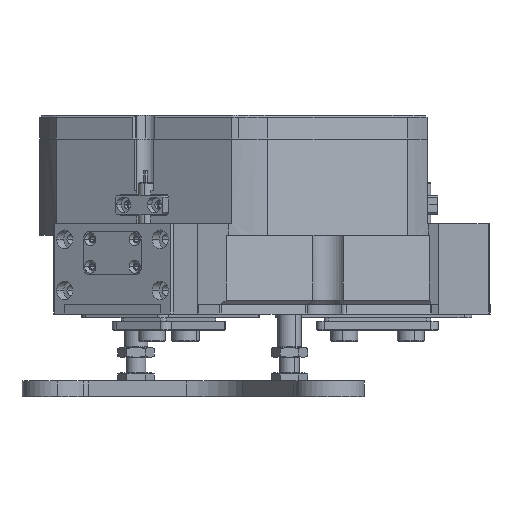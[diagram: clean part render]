
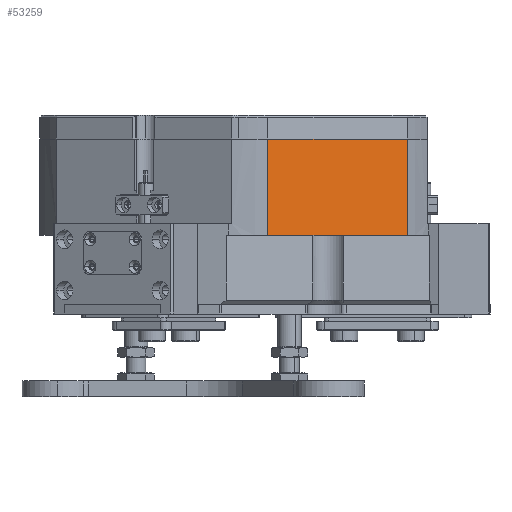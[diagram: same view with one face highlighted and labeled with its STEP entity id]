
A CAD part, front view. The second image highlights one B-rep face of the part: STEP entity #53259.
In plain terms, the highlighted planar face has unit normal (0.5, -0.866, 0).
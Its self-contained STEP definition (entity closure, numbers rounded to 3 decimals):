
#412 = CARTESIAN_POINT ( 'NONE',  ( 15.004, -107.962, 84. ) ) ;
#701 = VECTOR ( 'NONE', #41540, 1000. ) ;
#4049 = ORIENTED_EDGE ( 'NONE', *, *, #17769, .F. ) ;
#4252 = EDGE_CURVE ( 'NONE', #7506, #12831, #17598, .T. ) ;
#4735 = CARTESIAN_POINT ( 'NONE',  ( 115.452, -49.969, 35. ) ) ;
#4826 = LINE ( 'NONE', #4735, #33036 ) ;
#4837 = ORIENTED_EDGE ( 'NONE', *, *, #10515, .F. ) ;
#5858 = VECTOR ( 'NONE', #23683, 1000. ) ;
#7506 = VERTEX_POINT ( 'NONE', #52583 ) ;
#10515 = EDGE_CURVE ( 'NONE', #41137, #14664, #12392, .T. ) ;
#12392 = LINE ( 'NONE', #41345, #701 ) ;
#12831 = VERTEX_POINT ( 'NONE', #412 ) ;
#13462 = VECTOR ( 'NONE', #47191, 1000. ) ;
#14664 = VERTEX_POINT ( 'NONE', #29347 ) ;
#15708 = FACE_OUTER_BOUND ( 'NONE', #39788, .T. ) ;
#17598 = LINE ( 'NONE', #29255, #13462 ) ;
#17769 = EDGE_CURVE ( 'NONE', #14664, #7506, #4826, .T. ) ;
#20017 = DIRECTION ( 'NONE',  ( -0.866, -0.5, 0. ) ) ;
#23661 = ORIENTED_EDGE ( 'NONE', *, *, #47712, .T. ) ;
#23683 = DIRECTION ( 'NONE',  ( -0.866, -0.5, 0. ) ) ;
#29255 = CARTESIAN_POINT ( 'NONE',  ( 15.004, -107.962, 84. ) ) ;
#29347 = CARTESIAN_POINT ( 'NONE',  ( 85.996, -66.975, 35. ) ) ;
#32329 = ORIENTED_EDGE ( 'NONE', *, *, #4252, .F. ) ;
#33036 = VECTOR ( 'NONE', #52670, 1000. ) ;
#37377 = CARTESIAN_POINT ( 'NONE',  ( 50.5, -87.469, 84. ) ) ;
#39396 = AXIS2_PLACEMENT_3D ( 'NONE', #49867, #51025, #20017 ) ;
#39788 = EDGE_LOOP ( 'NONE', ( #23661, #32329, #4049, #4837 ) ) ;
#41137 = VERTEX_POINT ( 'NONE', #52735 ) ;
#41345 = CARTESIAN_POINT ( 'NONE',  ( 85.996, -66.975, 84. ) ) ;
#41540 = DIRECTION ( 'NONE',  ( 0., 0., -1. ) ) ;
#42957 = LINE ( 'NONE', #37377, #5858 ) ;
#45246 = PLANE ( 'NONE',  #39396 ) ;
#47191 = DIRECTION ( 'NONE',  ( 0., 0., 1. ) ) ;
#47712 = EDGE_CURVE ( 'NONE', #41137, #12831, #42957, .T. ) ;
#49867 = CARTESIAN_POINT ( 'NONE',  ( 115.452, -49.969, 101.144 ) ) ;
#51025 = DIRECTION ( 'NONE',  ( -0.5, 0.866, 0. ) ) ;
#52583 = CARTESIAN_POINT ( 'NONE',  ( 15.004, -107.962, 35. ) ) ;
#52670 = DIRECTION ( 'NONE',  ( -0.866, -0.5, 0. ) ) ;
#52735 = CARTESIAN_POINT ( 'NONE',  ( 85.996, -66.975, 84. ) ) ;
#53259 = ADVANCED_FACE ( 'NONE', ( #15708 ), #45246, .F. ) ;
